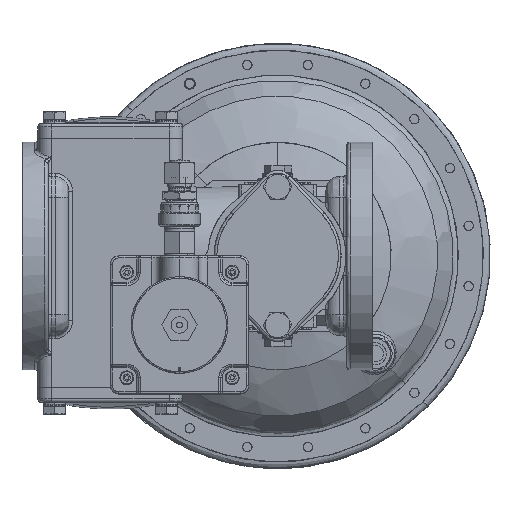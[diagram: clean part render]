
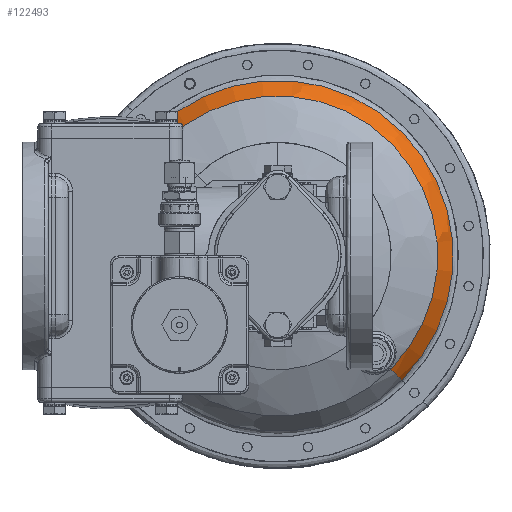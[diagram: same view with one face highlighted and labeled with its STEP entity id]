
A CAD part, front view. The second image highlights one B-rep face of the part: STEP entity #122493.
In plain terms, the highlighted free-form (B-spline) face has degree [3, 3] with [4, 4] control points.
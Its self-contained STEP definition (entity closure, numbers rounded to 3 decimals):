
#733 = CIRCLE ( 'NONE', #129506, 40. ) ;
#5414 = CARTESIAN_POINT ( 'NONE',  ( 39.085, 137.192, 81.915 ) ) ;
#7236 = CARTESIAN_POINT ( 'NONE',  ( 121., 137.192, 0. ) ) ;
#9413 = CARTESIAN_POINT ( 'NONE',  ( 209.261, 147.274, 264.783 ) ) ;
#19067 = ORIENTED_EDGE ( 'NONE', *, *, #62666, .T. ) ;
#20585 = CIRCLE ( 'NONE', #90142, 40. ) ;
#24005 = DIRECTION ( 'NONE',  ( -0.707, 0., 0.707 ) ) ;
#25588 = CARTESIAN_POINT ( 'NONE',  ( 184.323, 167.335, -63.323 ) ) ;
#26181 = CARTESIAN_POINT ( 'NONE',  ( 209.261, 147.274, -88.261 ) ) ;
#41532 = DIRECTION ( 'NONE',  ( 0., -1., 0. ) ) ;
#42298 = DIRECTION ( 'NONE',  ( 0.707, 0., -0.707 ) ) ;
#42887 = CARTESIAN_POINT ( 'NONE',  ( 206.54, 141.663, 256.621 ) ) ;
#45586 = CIRCLE ( 'NONE', #60794, 115.846 ) ;
#50006 = DIRECTION ( 'NONE',  ( 0.707, 0., 0.707 ) ) ;
#51674 = CARTESIAN_POINT ( 'NONE',  ( 31.095, 153.667, 89.905 ) ) ;
#55394 = VERTEX_POINT ( 'NONE', #93933 ) ;
#57438 = CARTESIAN_POINT ( 'NONE',  ( 210.905, 153.667, 269.714 ) ) ;
#59569 = CARTESIAN_POINT ( 'NONE',  ( 206.54, 141.663, -85.54 ) ) ;
#60725 = VERTEX_POINT ( 'NONE', #51674 ) ;
#60794 = AXIS2_PLACEMENT_3D ( 'NONE', #7236, #123443, #24005 ) ;
#62666 = EDGE_CURVE ( 'NONE', #167809, #185663, #45586, .T. ) ;
#76253 = CARTESIAN_POINT ( 'NONE',  ( 202.915, 137.192, 245.746 ) ) ;
#90142 = AXIS2_PLACEMENT_3D ( 'NONE', #25588, #141738, #42298 ) ;
#92209 = CARTESIAN_POINT ( 'NONE',  ( 390.714, 153.667, 89.905 ) ) ;
#92911 = CARTESIAN_POINT ( 'NONE',  ( 202.915, 137.192, -81.915 ) ) ;
#93275 = CIRCLE ( 'NONE', #158282, 127.145 ) ;
#93933 = CARTESIAN_POINT ( 'NONE',  ( 210.905, 153.667, -89.905 ) ) ;
#103207 = FACE_OUTER_BOUND ( 'NONE', #208286, .T. ) ;
#105843 = EDGE_CURVE ( 'NONE', #60725, #167809, #733, .T. ) ;
#108908 = CARTESIAN_POINT ( 'NONE',  ( 32.739, 147.274, 88.261 ) ) ;
#115541 = ORIENTED_EDGE ( 'NONE', *, *, #166993, .T. ) ;
#115828 = CARTESIAN_POINT ( 'NONE',  ( 202.915, 137.192, -81.915 ) ) ;
#122493 = ADVANCED_FACE ( 'NONE', ( #103207 ), #158969, .T. ) ;
#123443 = DIRECTION ( 'NONE',  ( 0., 1., 0. ) ) ;
#125634 = CARTESIAN_POINT ( 'NONE',  ( 385.783, 147.274, 88.261 ) ) ;
#129506 = AXIS2_PLACEMENT_3D ( 'NONE', #149449, #50006, #166200 ) ;
#136355 = ORIENTED_EDGE ( 'NONE', *, *, #105843, .T. ) ;
#140969 = CARTESIAN_POINT ( 'NONE',  ( 121., 153.667, 0. ) ) ;
#141738 = DIRECTION ( 'NONE',  ( 0.707, 0., 0.707 ) ) ;
#142319 = CARTESIAN_POINT ( 'NONE',  ( 35.46, 141.663, 85.54 ) ) ;
#149449 = CARTESIAN_POINT ( 'NONE',  ( 57.677, 167.335, 63.323 ) ) ;
#157731 = DIRECTION ( 'NONE',  ( -0.707, 0., 0.707 ) ) ;
#158282 = AXIS2_PLACEMENT_3D ( 'NONE', #140969, #41532, #157731 ) ;
#158969 =( BOUNDED_SURFACE ( )  B_SPLINE_SURFACE ( 3, 3, ( 
 ( #191730, #57438, #92209, #208436 ),
 ( #108908, #9413, #125634, #26181 ),
 ( #142319, #42887, #159084, #59569 ),
 ( #175767, #76253, #192440, #92911 ) ),
 .UNSPECIFIED., .F., .F., .F. ) 
 B_SPLINE_SURFACE_WITH_KNOTS ( ( 4, 4 ),
 ( 4, 4 ),
 ( 0., 1. ),
 ( 0., 1. ),
 .UNSPECIFIED. ) 
 GEOMETRIC_REPRESENTATION_ITEM ( )  RATIONAL_B_SPLINE_SURFACE ( (
 ( 1., 0.333, 0.333, 1.),
 ( 0.979, 0.326, 0.326, 0.979),
 ( 0.979, 0.326, 0.326, 0.979),
 ( 1., 0.333, 0.333, 1.) ) ) 
 REPRESENTATION_ITEM ( '' )  SURFACE ( )  );
#159084 = CARTESIAN_POINT ( 'NONE',  ( 377.621, 141.663, 85.54 ) ) ;
#159554 = ORIENTED_EDGE ( 'NONE', *, *, #165722, .T. ) ;
#165722 = EDGE_CURVE ( 'NONE', #55394, #60725, #93275, .T. ) ;
#166200 = DIRECTION ( 'NONE',  ( -0.707, 0., 0.707 ) ) ;
#166993 = EDGE_CURVE ( 'NONE', #185663, #55394, #20585, .T. ) ;
#167809 = VERTEX_POINT ( 'NONE', #5414 ) ;
#175767 = CARTESIAN_POINT ( 'NONE',  ( 39.085, 137.192, 81.915 ) ) ;
#185663 = VERTEX_POINT ( 'NONE', #115828 ) ;
#191730 = CARTESIAN_POINT ( 'NONE',  ( 31.095, 153.667, 89.905 ) ) ;
#192440 = CARTESIAN_POINT ( 'NONE',  ( 366.746, 137.192, 81.915 ) ) ;
#208286 = EDGE_LOOP ( 'NONE', ( #159554, #136355, #19067, #115541 ) ) ;
#208436 = CARTESIAN_POINT ( 'NONE',  ( 210.905, 153.667, -89.905 ) ) ;
